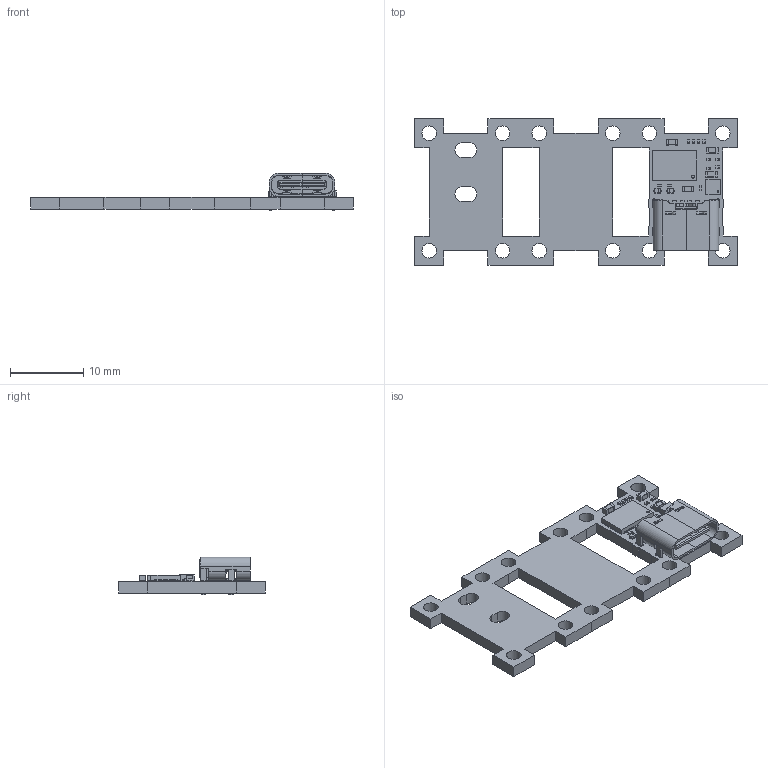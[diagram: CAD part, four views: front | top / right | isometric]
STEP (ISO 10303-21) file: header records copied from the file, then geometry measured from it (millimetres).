
FILE_DESCRIPTION(('KiCad electronic assembly'),'2;1');
FILE_NAME('brother-usbc.step','2024-06-23T13:54:23',('Pcbnew'),('Kicad') ,'Open CASCADE STEP processor 7.8','KiCad to STEP converter','Unknown' );
FILE_SCHEMA(('AUTOMOTIVE_DESIGN { 1 0 10303 214 1 1 1 1 }'));
Length unit declared in the file: millimetre
Products named in the file (16): brother-usbc 1; USB_C_Receptacle_GCT_USB4125-xx-x-0190_6P_TopMnt_Horizontal; USB_C_Receptacle_GCT_USB4125-xx-x_6P_TopMnt_Horizontal; D_SOD-923; D_SOD_923; WSON-6-1EP_2x2mm_P0.65mm_EP1x1.6mm; WSON_6_1EP_2x2mm_P065mm_EP1x16mm; R_0201_0603Metric; C_0201_0603Metric; C_0603_1608Metric; WQFN38_REF_TEX; TPS25750DRJKR; brother-usbc_PCB
Assembly tree (28 placements, depth 3):
  brother-usbc 1
    USB_C_Receptacle_GCT_USB4125-xx-x-0190_6P_TopMnt_Horizontal
      USB_C_Receptacle_GCT_USB4125-xx-x_6P_TopMnt_Horizontal
    D_SOD-923  x2
      D_SOD_923
    WSON-6-1EP_2x2mm_P0.65mm_EP1x1.6mm
      WSON_6_1EP_2x2mm_P065mm_EP1x16mm
    R_0201_0603Metric  x8
      R_0201_0603Metric
    C_0201_0603Metric  x3
      C_0201_0603Metric
    C_0603_1608Metric  x4
      C_0603_1608Metric
    WQFN38_REF_TEX
      TPS25750DRJKR
    brother-usbc_PCB
Bounding box: 44 x 20 x 5.16 mm (x, y, z)
Volume: 1067 mm3; surface area: 2362.4 mm2
Topology: 75 solids, 75 shells, 1947 faces, 5086 edges, 3312 vertices
Faces by surface type: plane 1522, cylinder 403, bspline 20, cone 2
Full cylindrical faces by diameter (mm): 0.25 x1, 0.8 x2, 2 x12
Entity records: 54183 total; most frequent: CARTESIAN_POINT 8603, ORIENTED_EDGE 8396, DIRECTION 7994, EDGE_CURVE 4190, LINE 3596, VECTOR 3596, VERTEX_POINT 2728, AXIS2_PLACEMENT_3D 2199
